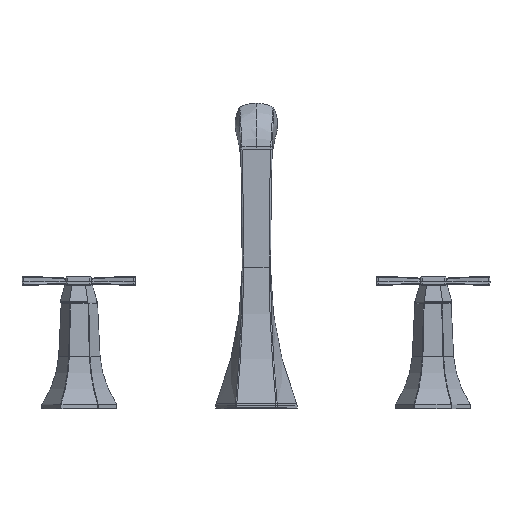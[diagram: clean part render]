
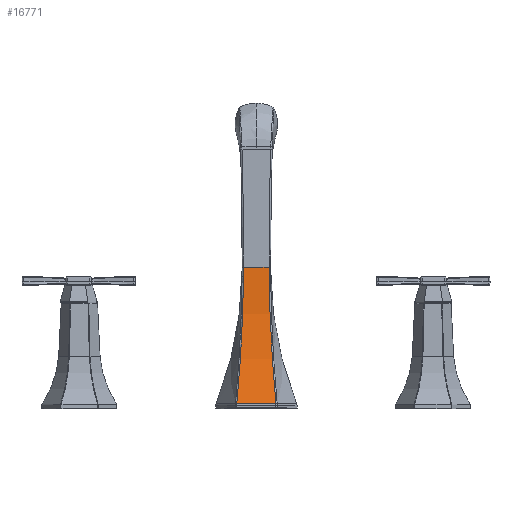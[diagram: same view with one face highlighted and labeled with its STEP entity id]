
A CAD part, top view. The second image highlights one B-rep face of the part: STEP entity #16771.
In plain terms, the highlighted cylindrical face has radius 278.15 mm (diameter 556.3 mm), a partial arc.
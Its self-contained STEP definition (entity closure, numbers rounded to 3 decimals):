
#10673=CARTESIAN_POINT('Control Point',(9.,135.,7.5)) ;
#10674=CARTESIAN_POINT('Control Point',(9.,132.247,7.5)) ;
#10675=CARTESIAN_POINT('Control Point',(9.012,129.495,7.534)) ;
#10676=CARTESIAN_POINT('Control Point',(9.037,126.743,7.602)) ;
#10677=CARTESIAN_POINT('Control Point',(9.111,121.241,7.806)) ;
#10678=CARTESIAN_POINT('Control Point',(9.229,115.753,8.146)) ;
#10679=CARTESIAN_POINT('Control Point',(9.299,113.011,8.35)) ;
#10680=CARTESIAN_POINT('Control Point',(9.457,107.53,8.826)) ;
#10681=CARTESIAN_POINT('Control Point',(9.652,102.071,9.435)) ;
#10682=CARTESIAN_POINT('Control Point',(9.758,99.344,9.774)) ;
#10683=CARTESIAN_POINT('Control Point',(10.1,91.173,10.892)) ;
#10684=CARTESIAN_POINT('Control Point',(10.511,83.068,12.308)) ;
#10685=CARTESIAN_POINT('Control Point',(10.814,77.691,13.385)) ;
#10686=CARTESIAN_POINT('Control Point',(11.478,67.022,15.796)) ;
#10687=CARTESIAN_POINT('Control Point',(12.259,56.488,18.727)) ;
#10688=CARTESIAN_POINT('Control Point',(12.678,51.256,20.321)) ;
#10689=CARTESIAN_POINT('Control Point',(13.164,45.623,22.19)) ;
#10690=CARTESIAN_POINT('Control Point',(13.686,40.021,24.218)) ;
#10691=CARTESIAN_POINT('Control Point',(13.727,39.59,24.375)) ;
#10692=CARTESIAN_POINT('Control Point',(13.767,39.16,24.532)) ;
#10693=CARTESIAN_POINT('Control Point',(13.808,38.731,24.691)) ;
#10694=CARTESIAN_POINT('Vertex',(9.,135.,7.5)) ;
#10696=CARTESIAN_POINT('Vertex',(13.808,38.731,24.691)) ;
#16704=CARTESIAN_POINT('Vertex',(-9.,135.,7.5)) ;
#16724=CARTESIAN_POINT('Line Origine',(0.,135.,7.5)) ;
#16739=CARTESIAN_POINT('Axis2P3D Location',(14.,135.,285.65)) ;
#16745=CARTESIAN_POINT('Control Point',(-9.,135.,7.5)) ;
#16746=CARTESIAN_POINT('Control Point',(-9.,126.726,7.5)) ;
#16747=CARTESIAN_POINT('Control Point',(-9.112,118.451,7.808)) ;
#16748=CARTESIAN_POINT('Control Point',(-9.335,110.213,8.423)) ;
#16749=CARTESIAN_POINT('Control Point',(-9.827,96.548,9.953)) ;
#16750=CARTESIAN_POINT('Control Point',(-10.511,83.068,12.308)) ;
#16751=CARTESIAN_POINT('Control Point',(-10.814,77.691,13.385)) ;
#16752=CARTESIAN_POINT('Control Point',(-11.506,66.578,15.896)) ;
#16753=CARTESIAN_POINT('Control Point',(-12.324,55.612,18.971)) ;
#16754=CARTESIAN_POINT('Control Point',(-12.784,49.951,20.722)) ;
#16755=CARTESIAN_POINT('Control Point',(-13.278,44.326,22.627)) ;
#16756=CARTESIAN_POINT('Control Point',(-13.808,38.731,24.691)) ;
#16757=CARTESIAN_POINT('Vertex',(-13.808,38.731,24.691)) ;
#16760=CARTESIAN_POINT('Line Origine',(0.,38.731,24.691)) ;
#16725=DIRECTION('Vector Direction',(1.,0.,0.)) ;
#16740=DIRECTION('Axis2P3D Direction',(1.,0.,0.)) ;
#16741=DIRECTION('Axis2P3D XDirection',(0.,0.177,0.984)) ;
#16761=DIRECTION('Vector Direction',(1.,0.,0.)) ;
#16742=AXIS2_PLACEMENT_3D('Cylinder Axis2P3D',#16739,#16740,#16741) ;
#16766=ORIENTED_EDGE('',*,*,#16728,.F.) ;
#16767=ORIENTED_EDGE('',*,*,#16759,.T.) ;
#16768=ORIENTED_EDGE('',*,*,#16764,.F.) ;
#16769=ORIENTED_EDGE('',*,*,#10698,.F.) ;
#16726=VECTOR('Line Direction',#16725,1.) ;
#16762=VECTOR('Line Direction',#16761,1.) ;
#16771=ADVANCED_FACE('P30837.1\\PartBody',(#16770),#16743,.F.) ;
#10672=B_SPLINE_CURVE_WITH_KNOTS('',5,(#10673,#10674,#10675,#10676,#10677,#10678,#10679,#10680,#10681,#10682,#10683,#10684,#10685,#10686,#10687,#10688,#10689,#10690,#10691,#10692,#10693),.UNSPECIFIED.,.F.,.U.,(6,3,3,3,3,3,6),(28.265,47.752,67.267,86.842,126.074,165.252,168.512),.UNSPECIFIED.) ;
#16744=B_SPLINE_CURVE_WITH_KNOTS('',5,(#16745,#16746,#16747,#16748,#16749,#16750,#16751,#16752,#16753,#16754,#16755,#16756),.UNSPECIFIED.,.F.,.U.,(6,3,3,6),(28.265,86.842,126.074,168.512),.UNSPECIFIED.) ;
#16743=CYLINDRICAL_SURFACE('generated cylinder',#16742,278.15) ;
#10698=EDGE_CURVE('',#10695,#10697,#10672,.T.) ;
#16728=EDGE_CURVE('',#16705,#10695,#16727,.T.) ;
#16759=EDGE_CURVE('',#16705,#16758,#16744,.T.) ;
#16764=EDGE_CURVE('',#10697,#16758,#16763,.F.) ;
#16765=EDGE_LOOP('',(#16766,#16767,#16768,#16769)) ;
#16770=FACE_OUTER_BOUND('',#16765,.T.) ;
#16727=LINE('Line',#16724,#16726) ;
#16763=LINE('Line',#16760,#16762) ;
#10695=VERTEX_POINT('',#10694) ;
#10697=VERTEX_POINT('',#10696) ;
#16705=VERTEX_POINT('',#16704) ;
#16758=VERTEX_POINT('',#16757) ;
